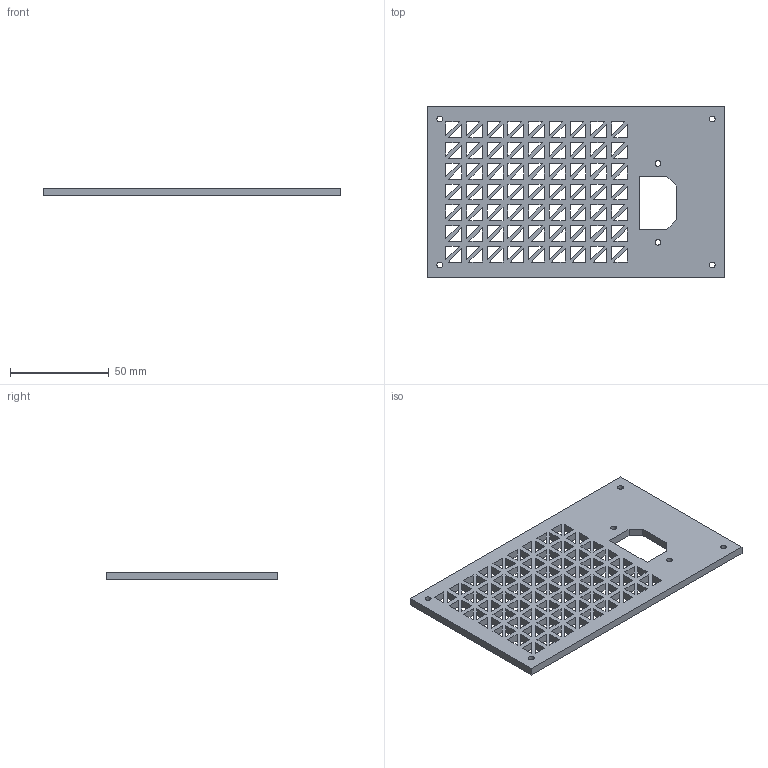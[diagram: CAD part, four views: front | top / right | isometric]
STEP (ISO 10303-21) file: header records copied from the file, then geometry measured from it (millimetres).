
FILE_DESCRIPTION (( 'STEP AP214' ), '1' );
FILE_NAME ('PSU Cover 1.0.STEP', '2024-12-01T09:33:18', ( '' ), ( '' ), 'SwSTEP 2.0', 'SolidWorks 2020', '' );
FILE_SCHEMA (( 'AUTOMOTIVE_DESIGN' ));
Length unit declared in the file: millimetre
Products named in the file (1): PSU Cover 1.0
Bounding box: 151 x 87 x 4 mm (x, y, z)
Volume: 38777.6 mm3; surface area: 33562.2 mm2
Topology: 1 solids, 1 shells, 402 faces, 1200 edges, 800 vertices
Faces by surface type: plane 390, cylinder 12
Entity records: 13814 total; most frequent: CARTESIAN_POINT 2403, ORIENTED_EDGE 2400, DIRECTION 2030, EDGE_CURVE 1200, LINE 1176, VECTOR 1176, VERTEX_POINT 800, EDGE_LOOP 668
